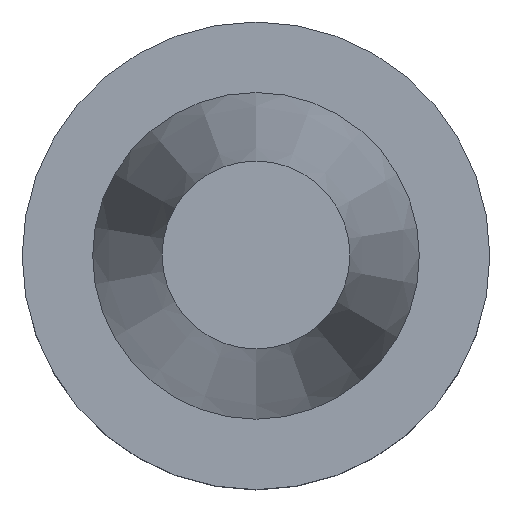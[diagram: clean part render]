
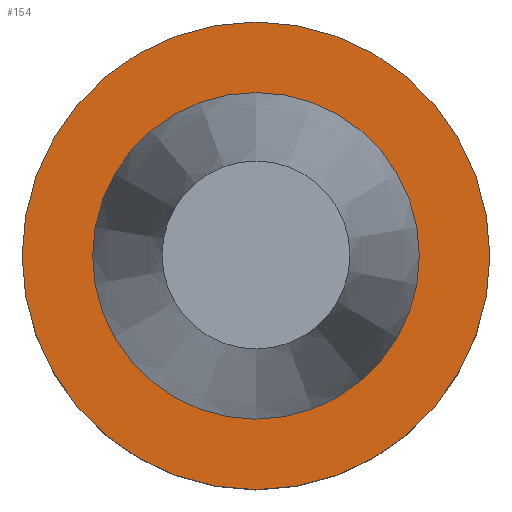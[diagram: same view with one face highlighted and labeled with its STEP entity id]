
A CAD part, top view. The second image highlights one B-rep face of the part: STEP entity #154.
In plain terms, the highlighted planar face has unit normal (0, 0, 1).
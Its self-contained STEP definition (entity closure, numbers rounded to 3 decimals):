
#81=EDGE_CURVE('Unnamed[1]',#210,#210,#211,.T.);
#148=EDGE_CURVE('Unnamed[1]',#313,#313,#314,.T.);
#154=ADVANCED_FACE('Unnamed[1]',(#321,#322),#323,.T.);
#210=VERTEX_POINT('',#388);
#211=CIRCLE('',#389,50.0);
#313=VERTEX_POINT('',#517);
#314=CIRCLE('',#518,34.925);
#321=FACE_BOUND('',#527,.T.);
#322=FACE_OUTER_BOUND('',#528,.T.);
#323=PLANE('',#529);
#388=CARTESIAN_POINT('',(0.,50.0,-1.5));
#389=AXIS2_PLACEMENT_3D('',#591,#592,#593);
#517=CARTESIAN_POINT('',(0.,34.925,-1.5));
#518=AXIS2_PLACEMENT_3D('',#704,#705,#706);
#527=EDGE_LOOP('',(#713));
#528=EDGE_LOOP('',(#714));
#529=AXIS2_PLACEMENT_3D('',#715,#716,#717);
#591=CARTESIAN_POINT('',(0.,0.,-1.5));
#592=DIRECTION('',(0.,0.,1.0));
#593=DIRECTION('',(0.,1.0,0.));
#704=CARTESIAN_POINT('',(0.,0.,-1.5));
#705=DIRECTION('',(0.,0.,1.0));
#706=DIRECTION('',(0.,1.0,0.));
#713=ORIENTED_EDGE('',*,*,#148,.F.);
#714=ORIENTED_EDGE('',*,*,#81,.T.);
#715=CARTESIAN_POINT('',(0.,42.463,-1.5));
#716=DIRECTION('',(0.,0.,1.0));
#717=DIRECTION('',(0.,1.0,0.));
